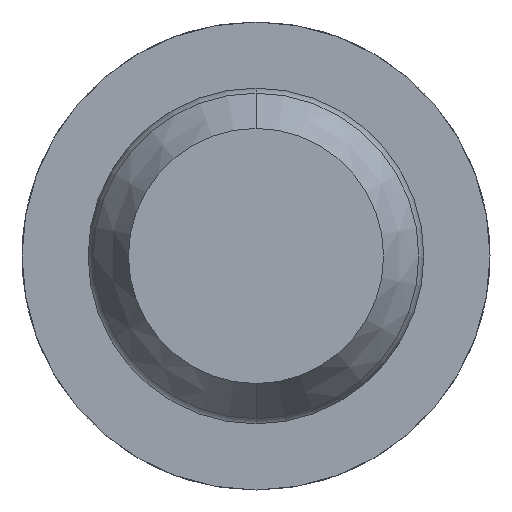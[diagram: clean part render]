
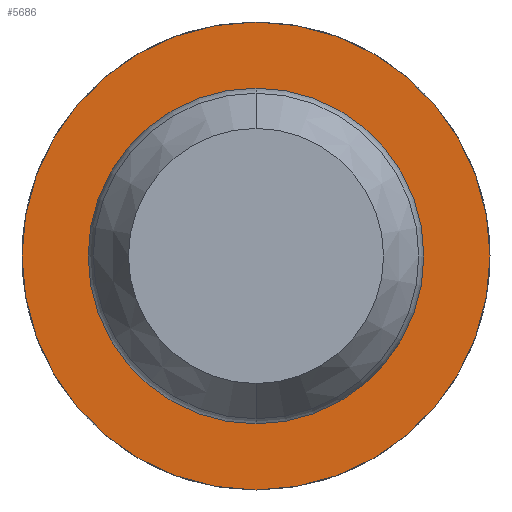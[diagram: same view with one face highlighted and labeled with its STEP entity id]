
A CAD part, front view. The second image highlights one B-rep face of the part: STEP entity #5686.
In plain terms, the highlighted planar face has unit normal (0, -1, 0).
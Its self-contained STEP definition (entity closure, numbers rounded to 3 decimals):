
#79 = CIRCLE ( 'NONE', #904, 1.15 ) ;
#207 = EDGE_LOOP ( 'NONE', ( #4788, #4060 ) ) ;
#351 = CARTESIAN_POINT ( 'NONE',  ( 0., -10., 1.15 ) ) ;
#811 = PLANE ( 'NONE',  #1215 ) ;
#850 = DIRECTION ( 'NONE',  ( 0., 0., 1. ) ) ;
#904 = AXIS2_PLACEMENT_3D ( 'NONE', #1806, #1822, #1863 ) ;
#1199 = DIRECTION ( 'NONE',  ( 0., 0., 1. ) ) ;
#1215 = AXIS2_PLACEMENT_3D ( 'NONE', #4055, #2191, #2660 ) ;
#1438 = AXIS2_PLACEMENT_3D ( 'NONE', #5764, #3559, #3879 ) ;
#1599 = CIRCLE ( 'NONE', #4966, 1.15 ) ;
#1678 = CIRCLE ( 'NONE', #2266, 0.825 ) ;
#1806 = CARTESIAN_POINT ( 'NONE',  ( 0., -10., 0. ) ) ;
#1814 = CARTESIAN_POINT ( 'NONE',  ( 0., -10., 0.825 ) ) ;
#1822 = DIRECTION ( 'NONE',  ( 0., 1., 0. ) ) ;
#1863 = DIRECTION ( 'NONE',  ( 0., 0., 1. ) ) ;
#2185 = CARTESIAN_POINT ( 'NONE',  ( 0., -10., -1.15 ) ) ;
#2191 = DIRECTION ( 'NONE',  ( 0., 1., 0. ) ) ;
#2266 = AXIS2_PLACEMENT_3D ( 'NONE', #3269, #6016, #850 ) ;
#2660 = DIRECTION ( 'NONE',  ( 0., 0., 1. ) ) ;
#3012 = CARTESIAN_POINT ( 'NONE',  ( 0., -10., -0.825 ) ) ;
#3064 = CARTESIAN_POINT ( 'NONE',  ( 0., -10., 0. ) ) ;
#3112 = VERTEX_POINT ( 'NONE', #1814 ) ;
#3196 = ORIENTED_EDGE ( 'NONE', *, *, #6029, .T. ) ;
#3269 = CARTESIAN_POINT ( 'NONE',  ( 0., -10., 0. ) ) ;
#3444 = FACE_BOUND ( 'NONE', #3566, .T. ) ;
#3559 = DIRECTION ( 'NONE',  ( 0., 1., 0. ) ) ;
#3566 = EDGE_LOOP ( 'NONE', ( #3824, #3196 ) ) ;
#3824 = ORIENTED_EDGE ( 'NONE', *, *, #3857, .T. ) ;
#3857 = EDGE_CURVE ( 'Defeature ausgef�hrt2_7+Defeature ausgef�hrt2_8+Defeature ausgef�hrt2_8+Defeature ausgef�hrt2_8', #3112, #4437, #1678, .T. ) ;
#3879 = DIRECTION ( 'NONE',  ( 0., 0., 1. ) ) ;
#3998 = DIRECTION ( 'NONE',  ( 0., 1., 0. ) ) ;
#4055 = CARTESIAN_POINT ( 'NONE',  ( 1.15, -10., 0. ) ) ;
#4060 = ORIENTED_EDGE ( 'NONE', *, *, #5549, .F. ) ;
#4381 = CIRCLE ( 'NONE', #1438, 0.825 ) ;
#4437 = VERTEX_POINT ( 'NONE', #3012 ) ;
#4788 = ORIENTED_EDGE ( 'NONE', *, *, #5706, .F. ) ;
#4966 = AXIS2_PLACEMENT_3D ( 'NONE', #3064, #3998, #1199 ) ;
#5549 = EDGE_CURVE ( 'Defeature ausgef�hrt2_4+Defeature ausgef�hrt2_7+Defeature ausgef�hrt2_7+Defeature ausgef�hrt2_7', #6013, #5690, #1599, .T. ) ;
#5686 = ADVANCED_FACE ( 'Defeature ausgef�hrt2_7', ( #5947, #3444 ), #811, .F. ) ;
#5690 = VERTEX_POINT ( 'NONE', #351 ) ;
#5706 = EDGE_CURVE ( 'Defeature ausgef�hrt2_4+Defeature ausgef�hrt2_7+Defeature ausgef�hrt2_7+Defeature ausgef�hrt2_7', #5690, #6013, #79, .T. ) ;
#5764 = CARTESIAN_POINT ( 'NONE',  ( 0., -10., 0. ) ) ;
#5947 = FACE_OUTER_BOUND ( 'NONE', #207, .T. ) ;
#6013 = VERTEX_POINT ( 'NONE', #2185 ) ;
#6016 = DIRECTION ( 'NONE',  ( 0., 1., 0. ) ) ;
#6029 = EDGE_CURVE ( 'Defeature ausgef�hrt2_7+Defeature ausgef�hrt2_8+Defeature ausgef�hrt2_8+Defeature ausgef�hrt2_8', #4437, #3112, #4381, .T. ) ;
